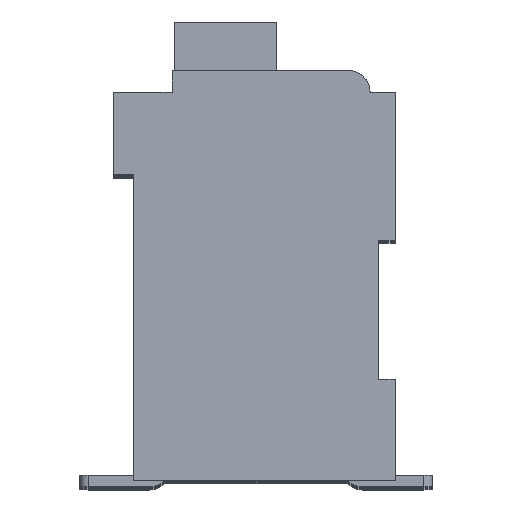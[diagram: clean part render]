
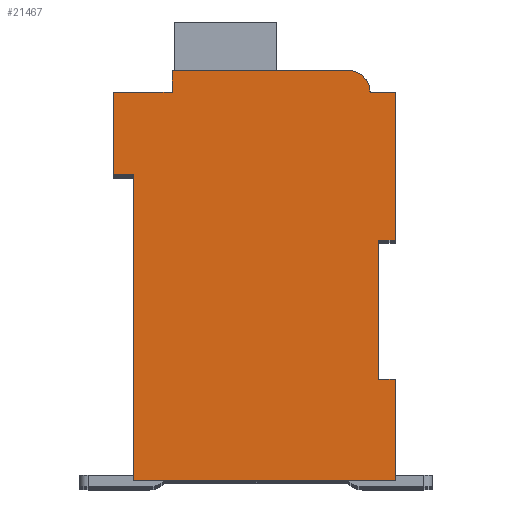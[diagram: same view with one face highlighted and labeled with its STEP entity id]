
A CAD part, top view. The second image highlights one B-rep face of the part: STEP entity #21467.
In plain terms, the highlighted planar face has unit normal (0, 0, 1).
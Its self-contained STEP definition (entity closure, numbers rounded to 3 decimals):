
#3446=DIRECTION('',(1.,0.,0.));
#3447=VECTOR('',#3446,0.5);
#3448=CARTESIAN_POINT('',(7.3,7.15,2.1));
#3449=LINE('',#3448,#3447);
#3450=DIRECTION('',(0.,1.,0.));
#3451=VECTOR('',#3450,4.15);
#3452=CARTESIAN_POINT('',(7.3,3.,2.1));
#3453=LINE('',#3452,#3451);
#3454=DIRECTION('',(-1.,0.,0.));
#3455=VECTOR('',#3454,0.5);
#3456=CARTESIAN_POINT('',(7.8,3.,2.1));
#3457=LINE('',#3456,#3455);
#3458=DIRECTION('',(0.,1.,0.));
#3459=VECTOR('',#3458,3.);
#3460=CARTESIAN_POINT('',(7.8,0.,2.1));
#3461=LINE('',#3460,#3459);
#3462=DIRECTION('',(1.,0.,0.));
#3463=VECTOR('',#3462,7.8);
#3464=CARTESIAN_POINT('',(0.,0.,2.1));
#3465=LINE('',#3464,#3463);
#3466=DIRECTION('',(0.,-1.,0.));
#3467=VECTOR('',#3466,9.1);
#3468=CARTESIAN_POINT('',(0.,9.1,2.1));
#3469=LINE('',#3468,#3467);
#3470=DIRECTION('',(1.,0.,0.));
#3471=VECTOR('',#3470,0.6);
#3472=CARTESIAN_POINT('',(-0.6,9.1,2.1));
#3473=LINE('',#3472,#3471);
#3474=DIRECTION('',(0.,-1.,0.));
#3475=VECTOR('',#3474,2.45);
#3476=CARTESIAN_POINT('',(-0.6,11.55,2.1));
#3477=LINE('',#3476,#3475);
#3478=DIRECTION('',(-1.,0.,0.));
#3479=VECTOR('',#3478,1.75);
#3480=CARTESIAN_POINT('',(1.15,11.55,2.1));
#3481=LINE('',#3480,#3479);
#3482=DIRECTION('',(0.,-1.,0.));
#3483=VECTOR('',#3482,0.65);
#3484=CARTESIAN_POINT('',(1.15,12.2,2.1));
#3485=LINE('',#3484,#3483);
#3486=DIRECTION('',(-1.,0.,0.));
#3487=VECTOR('',#3486,5.25);
#3488=CARTESIAN_POINT('',(6.4,12.2,2.1));
#3489=LINE('',#3488,#3487);
#3490=CARTESIAN_POINT('',(6.4,11.55,2.1));
#3491=DIRECTION('',(0.,0.,1.));
#3492=DIRECTION('',(1.,0.,0.));
#3493=AXIS2_PLACEMENT_3D('',#3490,#3491,#3492);
#3495=DIRECTION('',(-1.,0.,0.));
#3496=VECTOR('',#3495,0.75);
#3497=CARTESIAN_POINT('',(7.8,11.55,2.1));
#3498=LINE('',#3497,#3496);
#3499=DIRECTION('',(0.,1.,0.));
#3500=VECTOR('',#3499,4.4);
#3501=CARTESIAN_POINT('',(7.8,7.15,2.1));
#3502=LINE('',#3501,#3500);
#14131=CARTESIAN_POINT('',(7.3,7.15,2.1));
#14132=CARTESIAN_POINT('',(7.8,7.15,2.1));
#14133=VERTEX_POINT('',#14131);
#14134=VERTEX_POINT('',#14132);
#14135=CARTESIAN_POINT('',(7.8,11.55,2.1));
#14136=VERTEX_POINT('',#14135);
#14137=CARTESIAN_POINT('',(7.05,11.55,2.1));
#14138=VERTEX_POINT('',#14137);
#14139=CARTESIAN_POINT('',(6.4,12.2,2.1));
#14140=VERTEX_POINT('',#14139);
#14141=CARTESIAN_POINT('',(1.15,12.2,2.1));
#14142=VERTEX_POINT('',#14141);
#14143=CARTESIAN_POINT('',(1.15,11.55,2.1));
#14144=VERTEX_POINT('',#14143);
#14145=CARTESIAN_POINT('',(-0.6,11.55,2.1));
#14146=VERTEX_POINT('',#14145);
#14147=CARTESIAN_POINT('',(-0.6,9.1,2.1));
#14148=VERTEX_POINT('',#14147);
#14149=CARTESIAN_POINT('',(0.,9.1,2.1));
#14150=VERTEX_POINT('',#14149);
#14151=CARTESIAN_POINT('',(0.,0.,2.1));
#14152=VERTEX_POINT('',#14151);
#14153=CARTESIAN_POINT('',(7.8,0.,2.1));
#14154=VERTEX_POINT('',#14153);
#14155=CARTESIAN_POINT('',(7.8,3.,2.1));
#14156=VERTEX_POINT('',#14155);
#14157=CARTESIAN_POINT('',(7.3,3.,2.1));
#14158=VERTEX_POINT('',#14157);
#21443=CARTESIAN_POINT('',(0.,0.,2.1));
#21444=DIRECTION('',(0.,0.,1.));
#21445=DIRECTION('',(1.,0.,0.));
#21446=AXIS2_PLACEMENT_3D('',#21443,#21444,#21445);
#21447=PLANE('',#21446);
#21448=ORIENTED_EDGE('',*,*,#18524,.F.);
#21449=ORIENTED_EDGE('',*,*,#19232,.F.);
#21451=ORIENTED_EDGE('',*,*,#21450,.F.);
#21453=ORIENTED_EDGE('',*,*,#21452,.F.);
#21455=ORIENTED_EDGE('',*,*,#21454,.F.);
#21456=ORIENTED_EDGE('',*,*,#19484,.F.);
#21457=ORIENTED_EDGE('',*,*,#19628,.F.);
#21458=ORIENTED_EDGE('',*,*,#19887,.F.);
#21459=ORIENTED_EDGE('',*,*,#20151,.F.);
#21460=ORIENTED_EDGE('',*,*,#20220,.F.);
#21461=ORIENTED_EDGE('',*,*,#20615,.F.);
#21462=ORIENTED_EDGE('',*,*,#21203,.F.);
#21463=ORIENTED_EDGE('',*,*,#21059,.F.);
#21464=ORIENTED_EDGE('',*,*,#18908,.F.);
#21465=EDGE_LOOP('',(#21448,#21449,#21451,#21453,#21455,#21456,#21457,#21458,
#21459,#21460,#21461,#21462,#21463,#21464));
#21466=FACE_OUTER_BOUND('',#21465,.F.);
#3494=CIRCLE('',#3493,0.65);
#18524=EDGE_CURVE('',#14133,#14134,#3449,.T.);
#18908=EDGE_CURVE('',#14134,#14136,#3502,.T.);
#19232=EDGE_CURVE('',#14158,#14133,#3453,.T.);
#19484=EDGE_CURVE('',#14150,#14152,#3469,.T.);
#19628=EDGE_CURVE('',#14148,#14150,#3473,.T.);
#19887=EDGE_CURVE('',#14146,#14148,#3477,.T.);
#20151=EDGE_CURVE('',#14144,#14146,#3481,.T.);
#20220=EDGE_CURVE('',#14142,#14144,#3485,.T.);
#20615=EDGE_CURVE('',#14140,#14142,#3489,.T.);
#21059=EDGE_CURVE('',#14136,#14138,#3498,.T.);
#21203=EDGE_CURVE('',#14138,#14140,#3494,.T.);
#21450=EDGE_CURVE('',#14156,#14158,#3457,.T.);
#21452=EDGE_CURVE('',#14154,#14156,#3461,.T.);
#21454=EDGE_CURVE('',#14152,#14154,#3465,.T.);
#21467=ADVANCED_FACE('',(#21466),#21447,.T.);
